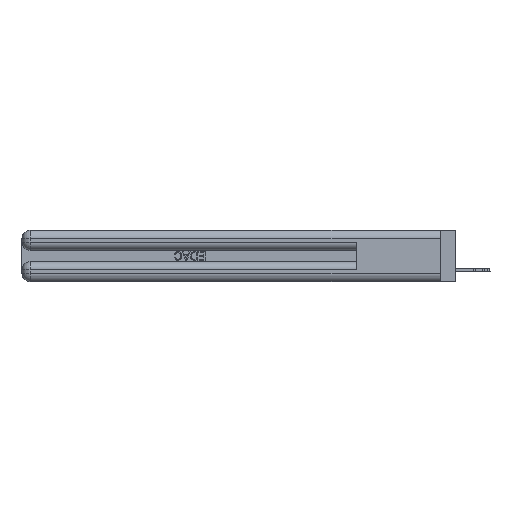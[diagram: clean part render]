
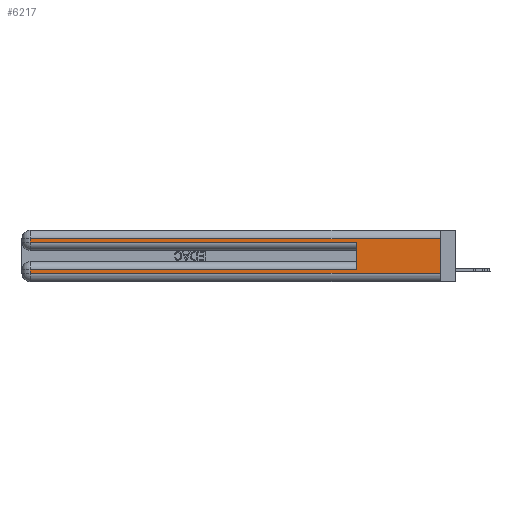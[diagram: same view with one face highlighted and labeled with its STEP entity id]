
A CAD part, left-side view. The second image highlights one B-rep face of the part: STEP entity #6217.
In plain terms, the highlighted planar face has unit normal (-1, 0, 0).
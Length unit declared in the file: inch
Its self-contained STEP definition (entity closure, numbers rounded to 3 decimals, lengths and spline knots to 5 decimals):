
#370 = ORIENTED_EDGE ( 'NONE', *, *, #21178, .T. ) ;
#2192 = ORIENTED_EDGE ( 'NONE', *, *, #46199, .F. ) ;
#2672 = CARTESIAN_POINT ( 'NONE',  ( 0., 2.94, 0.085 ) ) ;
#3275 = DIRECTION ( 'NONE',  ( 0., 0., -1. ) ) ;
#3829 = VECTOR ( 'NONE', #11676, 39.37008 ) ;
#4438 = CARTESIAN_POINT ( 'NONE',  ( 0., 2.94, 0.37 ) ) ;
#6005 = CARTESIAN_POINT ( 'NONE',  ( 0., 0.6, 0.085 ) ) ;
#6140 = EDGE_CURVE ( 'NONE', #42722, #32007, #22892, .T. ) ;
#6217 = ADVANCED_FACE ( 'NONE', ( #18922 ), #7265, .F. ) ;
#6255 = EDGE_CURVE ( 'NONE', #29605, #13848, #15703, .T. ) ;
#6673 = CARTESIAN_POINT ( 'NONE',  ( 0., 2.94, 0.06 ) ) ;
#6963 = DIRECTION ( 'NONE',  ( 0., 0., 1. ) ) ;
#7090 = VECTOR ( 'NONE', #8281, 39.37008 ) ;
#7265 = PLANE ( 'NONE',  #11838 ) ;
#7512 = VERTEX_POINT ( 'NONE', #27779 ) ;
#8281 = DIRECTION ( 'NONE',  ( 0., -1., 0. ) ) ;
#10305 = ORIENTED_EDGE ( 'NONE', *, *, #29832, .T. ) ;
#11676 = DIRECTION ( 'NONE',  ( 0., -1., 0. ) ) ;
#11838 = AXIS2_PLACEMENT_3D ( 'NONE', #41160, #24865, #15756 ) ;
#12167 = EDGE_CURVE ( 'NONE', #44359, #7512, #34879, .T. ) ;
#12203 = VECTOR ( 'NONE', #49975, 39.37008 ) ;
#12704 = EDGE_CURVE ( 'NONE', #13848, #32007, #41625, .T. ) ;
#13333 = CARTESIAN_POINT ( 'NONE',  ( 0., 2.94, 0.285 ) ) ;
#13848 = VERTEX_POINT ( 'NONE', #6673 ) ;
#14168 = ORIENTED_EDGE ( 'NONE', *, *, #6255, .T. ) ;
#15295 = ORIENTED_EDGE ( 'NONE', *, *, #6140, .F. ) ;
#15296 = VERTEX_POINT ( 'NONE', #6005 ) ;
#15703 = LINE ( 'NONE', #4438, #50117 ) ;
#15756 = DIRECTION ( 'NONE',  ( 0., 0., -1. ) ) ;
#16579 = CARTESIAN_POINT ( 'NONE',  ( 0., 0., 0.31 ) ) ;
#18922 = FACE_OUTER_BOUND ( 'NONE', #32655, .T. ) ;
#21178 = EDGE_CURVE ( 'NONE', #47744, #44359, #53491, .T. ) ;
#22892 = LINE ( 'NONE', #30297, #50801 ) ;
#24865 = DIRECTION ( 'NONE',  ( 1., 0., 0. ) ) ;
#26575 = LINE ( 'NONE', #28683, #37361 ) ;
#26626 = LINE ( 'NONE', #45529, #12203 ) ;
#27779 = CARTESIAN_POINT ( 'NONE',  ( 0., 0.6, 0.285 ) ) ;
#28489 = CARTESIAN_POINT ( 'NONE',  ( 0., 2.94, 0.37 ) ) ;
#28683 = CARTESIAN_POINT ( 'NONE',  ( 0., 0.6, 0.145 ) ) ;
#29397 = DIRECTION ( 'NONE',  ( 0., 1., 0. ) ) ;
#29605 = VERTEX_POINT ( 'NONE', #2672 ) ;
#29832 = EDGE_CURVE ( 'NONE', #42722, #47744, #41658, .T. ) ;
#30297 = CARTESIAN_POINT ( 'NONE',  ( 0., 0., 0.37 ) ) ;
#32007 = VERTEX_POINT ( 'NONE', #43748 ) ;
#32655 = EDGE_LOOP ( 'NONE', ( #15295, #10305, #370, #38429, #2192, #53664, #14168, #53193 ) ) ;
#34879 = LINE ( 'NONE', #45845, #7090 ) ;
#34894 = DIRECTION ( 'NONE',  ( 0., 0., -1. ) ) ;
#35602 = CARTESIAN_POINT ( 'NONE',  ( 0., 0., 0.31 ) ) ;
#37361 = VECTOR ( 'NONE', #6963, 39.37008 ) ;
#38429 = ORIENTED_EDGE ( 'NONE', *, *, #12167, .T. ) ;
#41160 = CARTESIAN_POINT ( 'NONE',  ( 0., 0., 0.37 ) ) ;
#41625 = LINE ( 'NONE', #48180, #3829 ) ;
#41658 = LINE ( 'NONE', #16579, #53427 ) ;
#42722 = VERTEX_POINT ( 'NONE', #35602 ) ;
#43748 = CARTESIAN_POINT ( 'NONE',  ( 0., 0., 0.06 ) ) ;
#44359 = VERTEX_POINT ( 'NONE', #13333 ) ;
#45529 = CARTESIAN_POINT ( 'NONE',  ( 0., 0., 0.085 ) ) ;
#45845 = CARTESIAN_POINT ( 'NONE',  ( 0., 0., 0.285 ) ) ;
#46085 = DIRECTION ( 'NONE',  ( 0., 0., -1. ) ) ;
#46199 = EDGE_CURVE ( 'NONE', #15296, #7512, #26575, .T. ) ;
#47744 = VERTEX_POINT ( 'NONE', #52978 ) ;
#48180 = CARTESIAN_POINT ( 'NONE',  ( 0., 0., 0.06 ) ) ;
#49975 = DIRECTION ( 'NONE',  ( 0., 1., 0. ) ) ;
#50117 = VECTOR ( 'NONE', #46085, 39.37008 ) ;
#50801 = VECTOR ( 'NONE', #34894, 39.37008 ) ;
#50875 = VECTOR ( 'NONE', #3275, 39.37008 ) ;
#51907 = EDGE_CURVE ( 'NONE', #15296, #29605, #26626, .T. ) ;
#52978 = CARTESIAN_POINT ( 'NONE',  ( 0., 2.94, 0.31 ) ) ;
#53193 = ORIENTED_EDGE ( 'NONE', *, *, #12704, .T. ) ;
#53427 = VECTOR ( 'NONE', #29397, 39.37008 ) ;
#53491 = LINE ( 'NONE', #28489, #50875 ) ;
#53664 = ORIENTED_EDGE ( 'NONE', *, *, #51907, .T. ) ;
